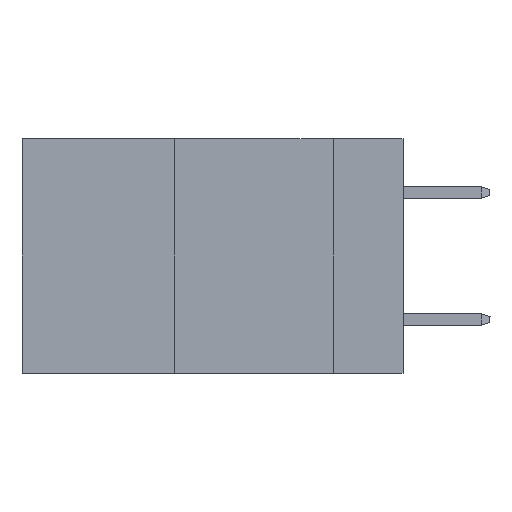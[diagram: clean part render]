
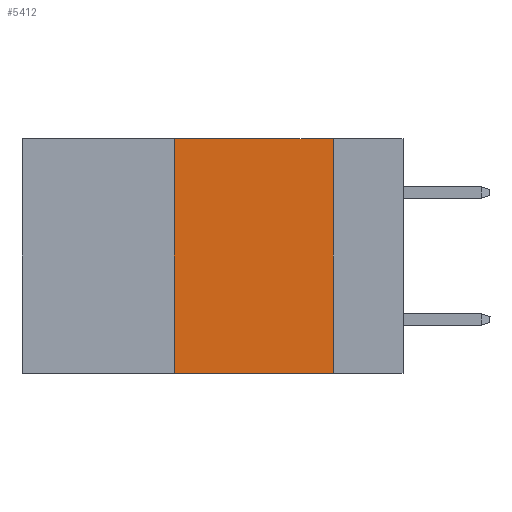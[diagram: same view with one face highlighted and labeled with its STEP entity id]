
A CAD part, left-side view. The second image highlights one B-rep face of the part: STEP entity #5412.
In plain terms, the highlighted planar face has unit normal (-1, 0, 0).
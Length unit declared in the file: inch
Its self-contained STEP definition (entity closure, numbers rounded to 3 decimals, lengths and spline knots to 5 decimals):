
#323 = LINE ( 'NONE', #14729, #14262 ) ;
#639 = CARTESIAN_POINT ( 'NONE',  ( 0., 0.36, -0.37 ) ) ;
#791 = VERTEX_POINT ( 'NONE', #639 ) ;
#1325 = EDGE_CURVE ( 'NONE', #17885, #5076, #4205, .T. ) ;
#1972 = DIRECTION ( 'NONE',  ( 0., 0., -1. ) ) ;
#2187 = LINE ( 'NONE', #19588, #9369 ) ;
#2901 = VERTEX_POINT ( 'NONE', #5764 ) ;
#3460 = EDGE_CURVE ( 'NONE', #791, #5076, #323, .T. ) ;
#3516 = FACE_OUTER_BOUND ( 'NONE', #14485, .T. ) ;
#4205 = LINE ( 'NONE', #8712, #12475 ) ;
#5076 = VERTEX_POINT ( 'NONE', #10801 ) ;
#5187 = DIRECTION ( 'NONE',  ( 0., -1., 0. ) ) ;
#5412 = ADVANCED_FACE ( 'NONE', ( #3516 ), #9881, .F. ) ;
#5764 = CARTESIAN_POINT ( 'NONE',  ( 0., 0.36, 0. ) ) ;
#6120 = LINE ( 'NONE', #12466, #9071 ) ;
#6222 = DIRECTION ( 'NONE',  ( 0., 0., 1. ) ) ;
#8712 = CARTESIAN_POINT ( 'NONE',  ( 0., 0.11, 0. ) ) ;
#9040 = AXIS2_PLACEMENT_3D ( 'NONE', #19565, #16265, #1972 ) ;
#9071 = VECTOR ( 'NONE', #6222, 39.37008 ) ;
#9369 = VECTOR ( 'NONE', #5187, 39.37008 ) ;
#9715 = DIRECTION ( 'NONE',  ( 0., -1., 0. ) ) ;
#9881 = PLANE ( 'NONE',  #9040 ) ;
#10440 = DIRECTION ( 'NONE',  ( 0., 0., -1. ) ) ;
#10801 = CARTESIAN_POINT ( 'NONE',  ( 0., 0.11, -0.37 ) ) ;
#12280 = EDGE_CURVE ( 'NONE', #2901, #17885, #2187, .T. ) ;
#12290 = ORIENTED_EDGE ( 'NONE', *, *, #3460, .T. ) ;
#12466 = CARTESIAN_POINT ( 'NONE',  ( 0., 0.36, 0. ) ) ;
#12475 = VECTOR ( 'NONE', #10440, 39.37008 ) ;
#12840 = ORIENTED_EDGE ( 'NONE', *, *, #1325, .F. ) ;
#13526 = EDGE_CURVE ( 'NONE', #791, #2901, #6120, .T. ) ;
#14262 = VECTOR ( 'NONE', #9715, 39.37008 ) ;
#14469 = CARTESIAN_POINT ( 'NONE',  ( 0., 0.11, 0. ) ) ;
#14485 = EDGE_LOOP ( 'NONE', ( #12840, #20479, #19465, #12290 ) ) ;
#14729 = CARTESIAN_POINT ( 'NONE',  ( 0., 0.6, -0.37 ) ) ;
#16265 = DIRECTION ( 'NONE',  ( 1., 0., 0. ) ) ;
#17885 = VERTEX_POINT ( 'NONE', #14469 ) ;
#19465 = ORIENTED_EDGE ( 'NONE', *, *, #13526, .F. ) ;
#19565 = CARTESIAN_POINT ( 'NONE',  ( 0., 0.6, 0. ) ) ;
#19588 = CARTESIAN_POINT ( 'NONE',  ( 0., 0.6, 0. ) ) ;
#20479 = ORIENTED_EDGE ( 'NONE', *, *, #12280, .F. ) ;
